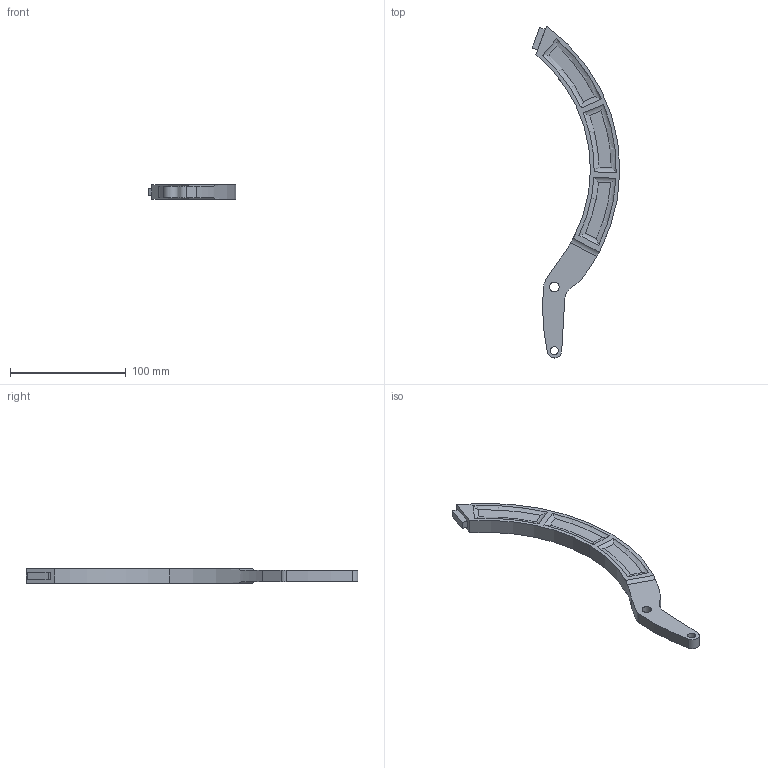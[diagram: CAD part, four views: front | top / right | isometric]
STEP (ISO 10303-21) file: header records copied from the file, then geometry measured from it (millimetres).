
FILE_DESCRIPTION (( 'STEP AP203' ), '1' );
FILE_NAME ('BrakePedalUprightPart_Default_sldprt.STEP', '2023-01-20T01:43:04', ( '' ), ( '' ), 'SwSTEP 2.0', 'SolidWorks 2022', '' );
FILE_SCHEMA (( 'CONFIG_CONTROL_DESIGN' ));
Length unit declared in the file: inch
Products named in the file (1): BrakePedalUprightPart_Default_sldprt
Bounding box: 75.74 x 286.51 x 12.7 mm (x, y, z)
Volume: 74804.8 mm3; surface area: 22583.8 mm2
Topology: 1 solids, 1 shells, 59 faces, 150 edges, 100 vertices
Faces by surface type: cylinder 25, plane 20, torus 14
Entity records: 2133 total; most frequent: CARTESIAN_POINT 610, DIRECTION 300, ORIENTED_EDGE 300, EDGE_CURVE 150, AXIS2_PLACEMENT_3D 118, VERTEX_POINT 100, EDGE_LOOP 70, VECTOR 64
